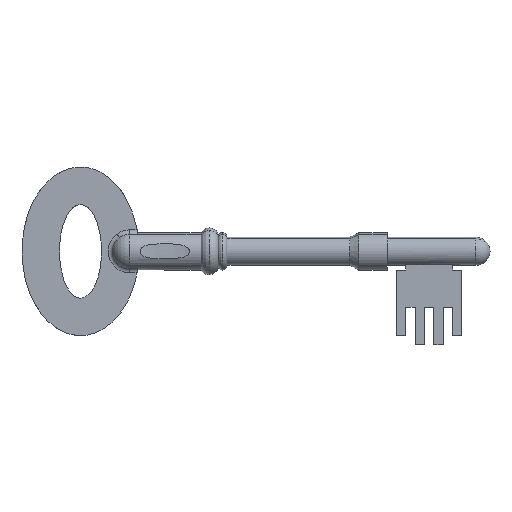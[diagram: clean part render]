
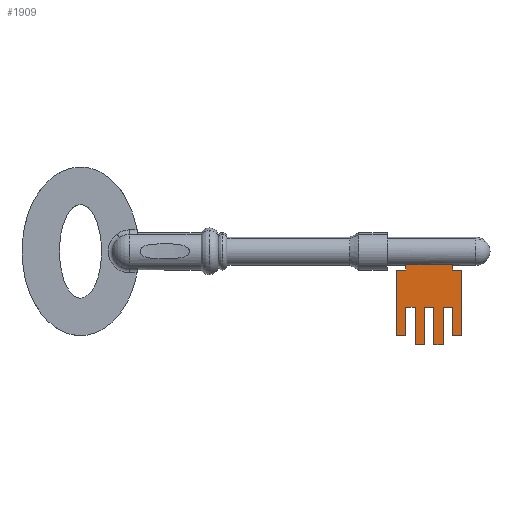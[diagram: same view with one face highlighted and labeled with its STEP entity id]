
A CAD part, top view. The second image highlights one B-rep face of the part: STEP entity #1909.
In plain terms, the highlighted planar face has unit normal (0, 0, 1).
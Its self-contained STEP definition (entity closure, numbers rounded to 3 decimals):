
#1888=ORIENTED_EDGE('Oriented Edge',*,*,#1769,.T.) ;
#1889=ORIENTED_EDGE('Oriented Edge',*,*,#1776,.T.) ;
#1890=ORIENTED_EDGE('Oriented Edge',*,*,#1783,.T.) ;
#1891=ORIENTED_EDGE('Oriented Edge',*,*,#1790,.T.) ;
#1892=ORIENTED_EDGE('Oriented Edge',*,*,#1797,.T.) ;
#1893=ORIENTED_EDGE('Oriented Edge',*,*,#1804,.T.) ;
#1894=ORIENTED_EDGE('Oriented Edge',*,*,#1811,.T.) ;
#1895=ORIENTED_EDGE('Oriented Edge',*,*,#1818,.T.) ;
#1896=ORIENTED_EDGE('Oriented Edge',*,*,#1825,.T.) ;
#1897=ORIENTED_EDGE('Oriented Edge',*,*,#1832,.T.) ;
#1898=ORIENTED_EDGE('Oriented Edge',*,*,#1839,.T.) ;
#1899=ORIENTED_EDGE('Oriented Edge',*,*,#1846,.T.) ;
#1900=ORIENTED_EDGE('Oriented Edge',*,*,#1853,.T.) ;
#1901=ORIENTED_EDGE('Oriented Edge',*,*,#1860,.T.) ;
#1902=ORIENTED_EDGE('Oriented Edge',*,*,#1867,.T.) ;
#1903=ORIENTED_EDGE('Oriented Edge',*,*,#1874,.T.) ;
#1904=ORIENTED_EDGE('Oriented Edge',*,*,#1881,.T.) ;
#1905=ORIENTED_EDGE('Oriented Edge',*,*,#1886,.T.) ;
#1906=ORIENTED_EDGE('Oriented Edge',*,*,#1745,.T.) ;
#1907=ORIENTED_EDGE('Oriented Edge',*,*,#1526,.F.) ;
#1761=AXIS2_PLACEMENT_3D('Plane Axis2P3D',#1758,#1759,#1760) ;
#1515=CARTESIAN_POINT('Cartesian Point',(104.14,-3.592,1.27)) ;
#1520=CARTESIAN_POINT('Line Origine',(75.565,-3.592,1.27)) ;
#1524=CARTESIAN_POINT('Cartesian Point',(116.84,-3.592,1.27)) ;
#1739=CARTESIAN_POINT('Line Origine',(116.84,-4.336,1.27)) ;
#1743=CARTESIAN_POINT('Cartesian Point',(116.84,-5.08,1.27)) ;
#1758=CARTESIAN_POINT('Axis2P3D Location',(0.,0.,1.27)) ;
#1763=CARTESIAN_POINT('Line Origine',(104.14,-4.336,1.27)) ;
#1767=CARTESIAN_POINT('Cartesian Point',(104.14,-5.08,1.27)) ;
#1770=CARTESIAN_POINT('Line Origine',(102.87,-5.08,1.27)) ;
#1774=CARTESIAN_POINT('Cartesian Point',(101.6,-5.08,1.27)) ;
#1777=CARTESIAN_POINT('Line Origine',(101.6,-13.97,1.27)) ;
#1781=CARTESIAN_POINT('Cartesian Point',(101.6,-22.86,1.27)) ;
#1784=CARTESIAN_POINT('Line Origine',(102.87,-22.86,1.27)) ;
#1788=CARTESIAN_POINT('Cartesian Point',(104.14,-22.86,1.27)) ;
#1791=CARTESIAN_POINT('Line Origine',(104.14,-19.05,1.27)) ;
#1795=CARTESIAN_POINT('Cartesian Point',(104.14,-15.24,1.27)) ;
#1798=CARTESIAN_POINT('Line Origine',(105.41,-15.24,1.27)) ;
#1802=CARTESIAN_POINT('Cartesian Point',(106.68,-15.24,1.27)) ;
#1805=CARTESIAN_POINT('Line Origine',(106.68,-20.32,1.27)) ;
#1809=CARTESIAN_POINT('Cartesian Point',(106.68,-25.4,1.27)) ;
#1812=CARTESIAN_POINT('Line Origine',(107.95,-25.4,1.27)) ;
#1816=CARTESIAN_POINT('Cartesian Point',(109.22,-25.4,1.27)) ;
#1819=CARTESIAN_POINT('Line Origine',(109.22,-20.32,1.27)) ;
#1823=CARTESIAN_POINT('Cartesian Point',(109.22,-15.24,1.27)) ;
#1826=CARTESIAN_POINT('Line Origine',(110.49,-15.24,1.27)) ;
#1830=CARTESIAN_POINT('Cartesian Point',(111.76,-15.24,1.27)) ;
#1833=CARTESIAN_POINT('Line Origine',(111.76,-20.32,1.27)) ;
#1837=CARTESIAN_POINT('Cartesian Point',(111.76,-25.4,1.27)) ;
#1840=CARTESIAN_POINT('Line Origine',(113.03,-25.4,1.27)) ;
#1844=CARTESIAN_POINT('Cartesian Point',(114.3,-25.4,1.27)) ;
#1847=CARTESIAN_POINT('Line Origine',(114.3,-20.32,1.27)) ;
#1851=CARTESIAN_POINT('Cartesian Point',(114.3,-15.24,1.27)) ;
#1854=CARTESIAN_POINT('Line Origine',(115.57,-15.24,1.27)) ;
#1858=CARTESIAN_POINT('Cartesian Point',(116.84,-15.24,1.27)) ;
#1861=CARTESIAN_POINT('Line Origine',(116.84,-19.05,1.27)) ;
#1865=CARTESIAN_POINT('Cartesian Point',(116.84,-22.86,1.27)) ;
#1868=CARTESIAN_POINT('Line Origine',(118.11,-22.86,1.27)) ;
#1872=CARTESIAN_POINT('Cartesian Point',(119.38,-22.86,1.27)) ;
#1875=CARTESIAN_POINT('Line Origine',(119.38,-13.97,1.27)) ;
#1879=CARTESIAN_POINT('Cartesian Point',(119.38,-5.08,1.27)) ;
#1882=CARTESIAN_POINT('Line Origine',(118.11,-5.08,1.27)) ;
#1521=DIRECTION('Vector Direction',(1.,0.,0.)) ;
#1740=DIRECTION('Vector Direction',(0.,1.,0.)) ;
#1759=DIRECTION('Axis2P3D Direction',(0.,0.,1.)) ;
#1760=DIRECTION('Axis2P3D XDirection',(1.,0.,0.)) ;
#1764=DIRECTION('Vector Direction',(0.,-1.,0.)) ;
#1771=DIRECTION('Vector Direction',(-1.,0.,0.)) ;
#1778=DIRECTION('Vector Direction',(0.,-1.,0.)) ;
#1785=DIRECTION('Vector Direction',(1.,0.,0.)) ;
#1792=DIRECTION('Vector Direction',(0.,1.,0.)) ;
#1799=DIRECTION('Vector Direction',(1.,0.,0.)) ;
#1806=DIRECTION('Vector Direction',(0.,-1.,0.)) ;
#1813=DIRECTION('Vector Direction',(1.,0.,0.)) ;
#1820=DIRECTION('Vector Direction',(0.,1.,0.)) ;
#1827=DIRECTION('Vector Direction',(1.,0.,0.)) ;
#1834=DIRECTION('Vector Direction',(0.,-1.,0.)) ;
#1841=DIRECTION('Vector Direction',(1.,0.,0.)) ;
#1848=DIRECTION('Vector Direction',(0.,1.,0.)) ;
#1855=DIRECTION('Vector Direction',(1.,0.,0.)) ;
#1862=DIRECTION('Vector Direction',(0.,-1.,0.)) ;
#1869=DIRECTION('Vector Direction',(1.,0.,0.)) ;
#1876=DIRECTION('Vector Direction',(0.,1.,0.)) ;
#1883=DIRECTION('Vector Direction',(-1.,0.,0.)) ;
#1522=VECTOR('Line Direction',#1521,1.) ;
#1741=VECTOR('Line Direction',#1740,1.) ;
#1765=VECTOR('Line Direction',#1764,1.) ;
#1772=VECTOR('Line Direction',#1771,1.) ;
#1779=VECTOR('Line Direction',#1778,1.) ;
#1786=VECTOR('Line Direction',#1785,1.) ;
#1793=VECTOR('Line Direction',#1792,1.) ;
#1800=VECTOR('Line Direction',#1799,1.) ;
#1807=VECTOR('Line Direction',#1806,1.) ;
#1814=VECTOR('Line Direction',#1813,1.) ;
#1821=VECTOR('Line Direction',#1820,1.) ;
#1828=VECTOR('Line Direction',#1827,1.) ;
#1835=VECTOR('Line Direction',#1834,1.) ;
#1842=VECTOR('Line Direction',#1841,1.) ;
#1849=VECTOR('Line Direction',#1848,1.) ;
#1856=VECTOR('Line Direction',#1855,1.) ;
#1863=VECTOR('Line Direction',#1862,1.) ;
#1870=VECTOR('Line Direction',#1869,1.) ;
#1877=VECTOR('Line Direction',#1876,1.) ;
#1884=VECTOR('Line Direction',#1883,1.) ;
#1523=LINE('Line',#1520,#1522) ;
#1742=LINE('Line',#1739,#1741) ;
#1766=LINE('Line',#1763,#1765) ;
#1773=LINE('Line',#1770,#1772) ;
#1780=LINE('Line',#1777,#1779) ;
#1787=LINE('Line',#1784,#1786) ;
#1794=LINE('Line',#1791,#1793) ;
#1801=LINE('Line',#1798,#1800) ;
#1808=LINE('Line',#1805,#1807) ;
#1815=LINE('Line',#1812,#1814) ;
#1822=LINE('Line',#1819,#1821) ;
#1829=LINE('Line',#1826,#1828) ;
#1836=LINE('Line',#1833,#1835) ;
#1843=LINE('Line',#1840,#1842) ;
#1850=LINE('Line',#1847,#1849) ;
#1857=LINE('Line',#1854,#1856) ;
#1864=LINE('Line',#1861,#1863) ;
#1871=LINE('Line',#1868,#1870) ;
#1878=LINE('Line',#1875,#1877) ;
#1885=LINE('Line',#1882,#1884) ;
#1762=PLANE('Plane',#1761) ;
#1526=EDGE_CURVE('Edge Curve',#1516,#1525,#1523,.T.) ;
#1745=EDGE_CURVE('Edge Curve',#1744,#1525,#1742,.T.) ;
#1769=EDGE_CURVE('Edge Curve',#1516,#1768,#1766,.T.) ;
#1776=EDGE_CURVE('Edge Curve',#1768,#1775,#1773,.T.) ;
#1783=EDGE_CURVE('Edge Curve',#1775,#1782,#1780,.T.) ;
#1790=EDGE_CURVE('Edge Curve',#1782,#1789,#1787,.T.) ;
#1797=EDGE_CURVE('Edge Curve',#1789,#1796,#1794,.T.) ;
#1804=EDGE_CURVE('Edge Curve',#1796,#1803,#1801,.T.) ;
#1811=EDGE_CURVE('Edge Curve',#1803,#1810,#1808,.T.) ;
#1818=EDGE_CURVE('Edge Curve',#1810,#1817,#1815,.T.) ;
#1825=EDGE_CURVE('Edge Curve',#1817,#1824,#1822,.T.) ;
#1832=EDGE_CURVE('Edge Curve',#1824,#1831,#1829,.T.) ;
#1839=EDGE_CURVE('Edge Curve',#1831,#1838,#1836,.T.) ;
#1846=EDGE_CURVE('Edge Curve',#1838,#1845,#1843,.T.) ;
#1853=EDGE_CURVE('Edge Curve',#1845,#1852,#1850,.T.) ;
#1860=EDGE_CURVE('Edge Curve',#1852,#1859,#1857,.T.) ;
#1867=EDGE_CURVE('Edge Curve',#1859,#1866,#1864,.T.) ;
#1874=EDGE_CURVE('Edge Curve',#1866,#1873,#1871,.T.) ;
#1881=EDGE_CURVE('Edge Curve',#1873,#1880,#1878,.T.) ;
#1886=EDGE_CURVE('Edge Curve',#1880,#1744,#1885,.T.) ;
#1887=EDGE_LOOP('Oriented Loop',(#1888,#1889,#1890,#1891,#1892,#1893,#1894,#1895,#1896,#1897,#1898,#1899,#1900,#1901,#1902,#1903,#1904,#1905,#1906,#1907)) ;
#1908=FACE_OUTER_BOUND('Face Bound',#1887,.T.) ;
#1516=VERTEX_POINT('Vertex Point',#1515) ;
#1525=VERTEX_POINT('Vertex Point',#1524) ;
#1744=VERTEX_POINT('Vertex Point',#1743) ;
#1768=VERTEX_POINT('Vertex Point',#1767) ;
#1775=VERTEX_POINT('Vertex Point',#1774) ;
#1782=VERTEX_POINT('Vertex Point',#1781) ;
#1789=VERTEX_POINT('Vertex Point',#1788) ;
#1796=VERTEX_POINT('Vertex Point',#1795) ;
#1803=VERTEX_POINT('Vertex Point',#1802) ;
#1810=VERTEX_POINT('Vertex Point',#1809) ;
#1817=VERTEX_POINT('Vertex Point',#1816) ;
#1824=VERTEX_POINT('Vertex Point',#1823) ;
#1831=VERTEX_POINT('Vertex Point',#1830) ;
#1838=VERTEX_POINT('Vertex Point',#1837) ;
#1845=VERTEX_POINT('Vertex Point',#1844) ;
#1852=VERTEX_POINT('Vertex Point',#1851) ;
#1859=VERTEX_POINT('Vertex Point',#1858) ;
#1866=VERTEX_POINT('Vertex Point',#1865) ;
#1873=VERTEX_POINT('Vertex Point',#1872) ;
#1880=VERTEX_POINT('Vertex Point',#1879) ;
#1909=ADVANCED_FACE('Advanced Face',(#1908),#1762,.T.) ;
